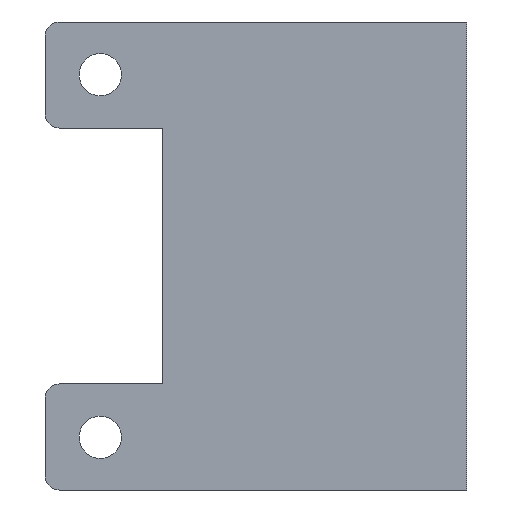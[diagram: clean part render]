
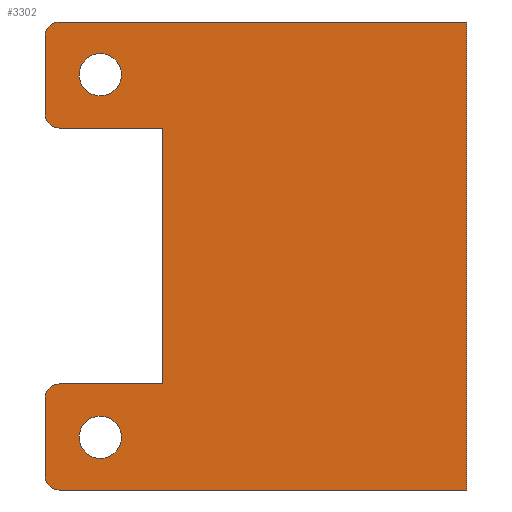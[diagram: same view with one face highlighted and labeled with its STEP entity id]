
A CAD part, front view. The second image highlights one B-rep face of the part: STEP entity #3302.
In plain terms, the highlighted planar face has unit normal (0, -1, 0).
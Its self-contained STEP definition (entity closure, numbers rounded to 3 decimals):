
#277=FACE_BOUND('',#516,.T.);
#278=FACE_BOUND('',#517,.T.);
#301=CIRCLE('',#3502,0.75);
#302=CIRCLE('',#3503,0.75);
#303=CIRCLE('',#3504,0.75);
#304=CIRCLE('',#3505,0.75);
#305=CIRCLE('',#3506,1.1);
#306=CIRCLE('',#3507,1.1);
#330=FACE_OUTER_BOUND('',#515,.T.);
#515=EDGE_LOOP('',(#2214,#2215,#2216,#2217,#2218,#2219,#2220,#2221,#2222,
#2223,#2224,#2225));
#516=EDGE_LOOP('',(#2226));
#517=EDGE_LOOP('',(#2227));
#730=LINE('',#4222,#1045);
#736=LINE('',#4233,#1051);
#737=LINE('',#4237,#1052);
#738=LINE('',#4241,#1053);
#739=LINE('',#4243,#1054);
#740=LINE('',#4245,#1055);
#741=LINE('',#4249,#1056);
#742=LINE('',#4252,#1057);
#1045=VECTOR('',#3643,10.);
#1051=VECTOR('',#3651,10.);
#1052=VECTOR('',#3654,10.);
#1053=VECTOR('',#3657,10.);
#1054=VECTOR('',#3658,10.);
#1055=VECTOR('',#3659,10.);
#1056=VECTOR('',#3662,10.);
#1057=VECTOR('',#3665,10.);
#1359=VERTEX_POINT('',#4220);
#1360=VERTEX_POINT('',#4221);
#1364=VERTEX_POINT('',#4232);
#1365=VERTEX_POINT('',#4234);
#1366=VERTEX_POINT('',#4236);
#1367=VERTEX_POINT('',#4238);
#1368=VERTEX_POINT('',#4240);
#1369=VERTEX_POINT('',#4242);
#1370=VERTEX_POINT('',#4244);
#1371=VERTEX_POINT('',#4246);
#1372=VERTEX_POINT('',#4248);
#1373=VERTEX_POINT('',#4250);
#1374=VERTEX_POINT('',#4253);
#1375=VERTEX_POINT('',#4255);
#1698=EDGE_CURVE('',#1359,#1360,#730,.T.);
#1704=EDGE_CURVE('',#1364,#1359,#736,.T.);
#1705=EDGE_CURVE('',#1365,#1364,#301,.T.);
#1706=EDGE_CURVE('',#1366,#1365,#737,.T.);
#1707=EDGE_CURVE('',#1367,#1366,#302,.T.);
#1708=EDGE_CURVE('',#1368,#1367,#738,.T.);
#1709=EDGE_CURVE('',#1369,#1368,#739,.T.);
#1710=EDGE_CURVE('',#1369,#1370,#740,.T.);
#1711=EDGE_CURVE('',#1371,#1370,#303,.T.);
#1712=EDGE_CURVE('',#1372,#1371,#741,.T.);
#1713=EDGE_CURVE('',#1373,#1372,#304,.T.);
#1714=EDGE_CURVE('',#1360,#1373,#742,.T.);
#1715=EDGE_CURVE('',#1374,#1374,#305,.T.);
#1716=EDGE_CURVE('',#1375,#1375,#306,.T.);
#2214=ORIENTED_EDGE('',*,*,#1698,.F.);
#2215=ORIENTED_EDGE('',*,*,#1704,.F.);
#2216=ORIENTED_EDGE('',*,*,#1705,.F.);
#2217=ORIENTED_EDGE('',*,*,#1706,.F.);
#2218=ORIENTED_EDGE('',*,*,#1707,.F.);
#2219=ORIENTED_EDGE('',*,*,#1708,.F.);
#2220=ORIENTED_EDGE('',*,*,#1709,.F.);
#2221=ORIENTED_EDGE('',*,*,#1710,.T.);
#2222=ORIENTED_EDGE('',*,*,#1711,.F.);
#2223=ORIENTED_EDGE('',*,*,#1712,.F.);
#2224=ORIENTED_EDGE('',*,*,#1713,.F.);
#2225=ORIENTED_EDGE('',*,*,#1714,.F.);
#2226=ORIENTED_EDGE('',*,*,#1715,.F.);
#2227=ORIENTED_EDGE('',*,*,#1716,.F.);
#3213=PLANE('',#3501);
#3302=ADVANCED_FACE('',(#330,#277,#278),#3213,.F.);
#3501=AXIS2_PLACEMENT_3D('',#4231,#3649,#3650);
#3502=AXIS2_PLACEMENT_3D('',#4235,#3652,#3653);
#3503=AXIS2_PLACEMENT_3D('',#4239,#3655,#3656);
#3504=AXIS2_PLACEMENT_3D('',#4247,#3660,#3661);
#3505=AXIS2_PLACEMENT_3D('',#4251,#3663,#3664);
#3506=AXIS2_PLACEMENT_3D('',#4254,#3666,#3667);
#3507=AXIS2_PLACEMENT_3D('',#4256,#3668,#3669);
#3643=DIRECTION('',(0.,0.,-1.));
#3649=DIRECTION('center_axis',(0.,1.,0.));
#3650=DIRECTION('ref_axis',(-1.,0.,0.));
#3651=DIRECTION('',(1.,0.,0.));
#3652=DIRECTION('center_axis',(0.,1.,0.));
#3653=DIRECTION('ref_axis',(-0.707,0.,0.707));
#3654=DIRECTION('',(0.,0.,1.));
#3655=DIRECTION('center_axis',(0.,1.,0.));
#3656=DIRECTION('ref_axis',(0.,0.,-1.));
#3657=DIRECTION('',(-1.,0.,0.));
#3658=DIRECTION('',(0.,0.,1.));
#3659=DIRECTION('',(-1.,0.,0.));
#3660=DIRECTION('center_axis',(0.,1.,0.));
#3661=DIRECTION('ref_axis',(-1.,0.,0.));
#3662=DIRECTION('',(0.,0.,1.));
#3663=DIRECTION('center_axis',(0.,1.,0.));
#3664=DIRECTION('ref_axis',(-0.707,0.,-0.707));
#3665=DIRECTION('',(-1.,0.,0.));
#3666=DIRECTION('center_axis',(0.,-1.,0.));
#3667=DIRECTION('ref_axis',(-1.,0.,0.));
#3668=DIRECTION('center_axis',(0.,-1.,0.));
#3669=DIRECTION('ref_axis',(-1.,0.,0.));
#4220=CARTESIAN_POINT('',(55.757,-75.999,52.916));
#4221=CARTESIAN_POINT('',(55.757,-75.999,28.516));
#4222=CARTESIAN_POINT('',(55.757,-75.999,46.816));
#4231=CARTESIAN_POINT('Origin',(37.757,-75.999,40.716));
#4232=CARTESIAN_POINT('',(34.507,-75.999,52.916));
#4233=CARTESIAN_POINT('',(40.788,-75.999,52.916));
#4234=CARTESIAN_POINT('',(33.757,-75.999,52.166));
#4235=CARTESIAN_POINT('Origin',(34.507,-75.999,52.166));
#4236=CARTESIAN_POINT('',(33.757,-75.999,48.135));
#4237=CARTESIAN_POINT('',(33.757,-75.999,28.516));
#4238=CARTESIAN_POINT('',(34.507,-75.999,47.385));
#4239=CARTESIAN_POINT('Origin',(34.507,-75.999,48.135));
#4240=CARTESIAN_POINT('',(39.882,-75.999,47.385));
#4241=CARTESIAN_POINT('',(40.196,-75.999,47.385));
#4242=CARTESIAN_POINT('',(39.882,-75.999,34.047));
#4243=CARTESIAN_POINT('',(39.882,-75.999,37.382));
#4244=CARTESIAN_POINT('',(34.507,-75.999,34.047));
#4245=CARTESIAN_POINT('',(40.196,-75.999,34.047));
#4246=CARTESIAN_POINT('',(33.757,-75.999,33.297));
#4247=CARTESIAN_POINT('Origin',(34.507,-75.999,33.297));
#4248=CARTESIAN_POINT('',(33.757,-75.999,29.266));
#4249=CARTESIAN_POINT('',(33.757,-75.999,28.516));
#4250=CARTESIAN_POINT('',(34.507,-75.999,28.516));
#4251=CARTESIAN_POINT('Origin',(34.507,-75.999,29.266));
#4252=CARTESIAN_POINT('',(41.757,-75.999,28.516));
#4253=CARTESIAN_POINT('',(37.736,-75.999,31.266));
#4254=CARTESIAN_POINT('Origin',(36.636,-75.999,31.266));
#4255=CARTESIAN_POINT('',(37.736,-75.999,50.166));
#4256=CARTESIAN_POINT('Origin',(36.636,-75.999,50.166));
